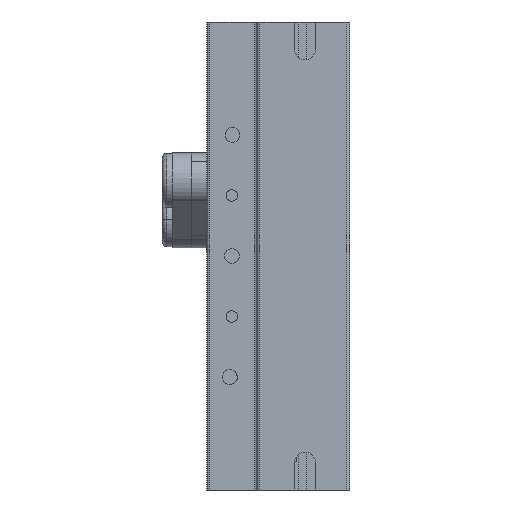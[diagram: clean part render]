
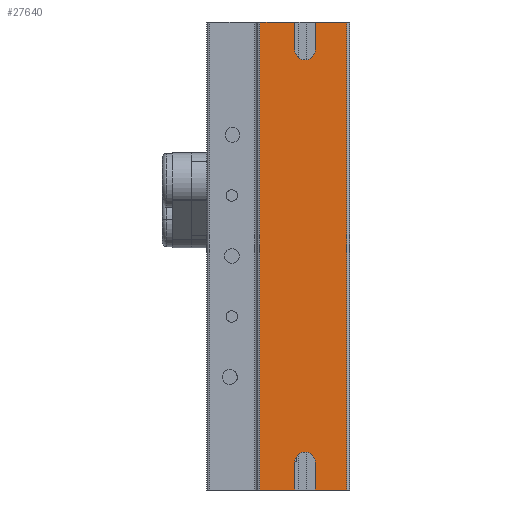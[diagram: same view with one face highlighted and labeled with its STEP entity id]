
A CAD part, left-side view. The second image highlights one B-rep face of the part: STEP entity #27640.
In plain terms, the highlighted planar face has unit normal (-1, 0, 0).
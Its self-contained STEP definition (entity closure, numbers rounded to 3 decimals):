
#218 = VECTOR ( 'NONE', #34521, 1000. ) ;
#862 = ORIENTED_EDGE ( 'NONE', *, *, #19984, .T. ) ;
#2964 = LINE ( 'NONE', #64653, #55688 ) ;
#3894 = DIRECTION ( 'NONE',  ( 0., 0., 1. ) ) ;
#3904 = CARTESIAN_POINT ( 'NONE',  ( 0., 7.899, -107.95 ) ) ;
#4257 = LINE ( 'NONE', #26152, #25953 ) ;
#4398 = DIRECTION ( 'NONE',  ( 0., 0., 1. ) ) ;
#4407 = VECTOR ( 'NONE', #16640, 1000. ) ;
#4470 = VERTEX_POINT ( 'NONE', #45395 ) ;
#5013 = VERTEX_POINT ( 'NONE', #62453 ) ;
#5173 = CARTESIAN_POINT ( 'NONE',  ( 0., 32.893, 0. ) ) ;
#5965 = DIRECTION ( 'NONE',  ( 0., -1., 0. ) ) ;
#7080 = CIRCLE ( 'NONE', #32150, 2.388 ) ;
#7894 = CARTESIAN_POINT ( 'NONE',  ( 0., 7.899, 0. ) ) ;
#7911 = ORIENTED_EDGE ( 'NONE', *, *, #10444, .T. ) ;
#8244 = CARTESIAN_POINT ( 'NONE',  ( 0., 20.701, -107.95 ) ) ;
#8414 = CARTESIAN_POINT ( 'NONE',  ( 0., 7.899, -101.6 ) ) ;
#8631 = ORIENTED_EDGE ( 'NONE', *, *, #55918, .T. ) ;
#9400 = PLANE ( 'NONE',  #14979 ) ;
#10444 = EDGE_CURVE ( 'NONE', #10623, #42388, #4257, .T. ) ;
#10623 = VERTEX_POINT ( 'NONE', #16370 ) ;
#10722 = VECTOR ( 'NONE', #5965, 1000. ) ;
#10845 = ORIENTED_EDGE ( 'NONE', *, *, #28717, .T. ) ;
#11598 = ORIENTED_EDGE ( 'NONE', *, *, #56511, .T. ) ;
#11855 = ORIENTED_EDGE ( 'NONE', *, *, #15645, .T. ) ;
#13184 = ORIENTED_EDGE ( 'NONE', *, *, #20872, .T. ) ;
#14033 = DIRECTION ( 'NONE',  ( 0., 0., 1. ) ) ;
#14074 = LINE ( 'NONE', #14140, #218 ) ;
#14104 = CARTESIAN_POINT ( 'NONE',  ( 0., 0.635, 0. ) ) ;
#14140 = CARTESIAN_POINT ( 'NONE',  ( 0., 7.899, 0. ) ) ;
#14237 = ORIENTED_EDGE ( 'NONE', *, *, #31603, .T. ) ;
#14979 = AXIS2_PLACEMENT_3D ( 'NONE', #65348, #35130, #4398 ) ;
#15592 = ORIENTED_EDGE ( 'NONE', *, *, #52285, .T. ) ;
#15645 = EDGE_CURVE ( 'NONE', #42388, #5013, #30030, .T. ) ;
#15817 = VERTEX_POINT ( 'NONE', #17114 ) ;
#16370 = CARTESIAN_POINT ( 'NONE',  ( 0., 20.701, 0. ) ) ;
#16640 = DIRECTION ( 'NONE',  ( 0., -1., 0. ) ) ;
#17114 = CARTESIAN_POINT ( 'NONE',  ( 0., 0.635, -107.95 ) ) ;
#17459 = VERTEX_POINT ( 'NONE', #36785 ) ;
#17615 = CARTESIAN_POINT ( 'NONE',  ( 0., 32.893, -107.95 ) ) ;
#18181 = EDGE_CURVE ( 'NONE', #28666, #43976, #24428, .T. ) ;
#18188 = LINE ( 'NONE', #17615, #4407 ) ;
#18373 = ORIENTED_EDGE ( 'NONE', *, *, #18783, .F. ) ;
#18783 = EDGE_CURVE ( 'NONE', #10623, #63131, #61427, .T. ) ;
#19984 = EDGE_CURVE ( 'NONE', #15817, #43976, #36748, .T. ) ;
#20872 = EDGE_CURVE ( 'NONE', #55042, #15817, #18188, .T. ) ;
#21873 = CARTESIAN_POINT ( 'NONE',  ( 0., 32.893, -107.95 ) ) ;
#22401 = DIRECTION ( 'NONE',  ( 0., -1., 0. ) ) ;
#22446 = LINE ( 'NONE', #35988, #47799 ) ;
#22500 = AXIS2_PLACEMENT_3D ( 'NONE', #26112, #61478, #31249 ) ;
#23252 = VECTOR ( 'NONE', #14033, 1000. ) ;
#24428 = LINE ( 'NONE', #5173, #10722 ) ;
#24694 = VERTEX_POINT ( 'NONE', #53847 ) ;
#25757 = DIRECTION ( 'NONE',  ( 0., 0., -1. ) ) ;
#25953 = VECTOR ( 'NONE', #25757, 1000. ) ;
#26112 = CARTESIAN_POINT ( 'NONE',  ( 0., 10.287, -6.35 ) ) ;
#26152 = CARTESIAN_POINT ( 'NONE',  ( 0., 20.701, -107.95 ) ) ;
#26277 = CARTESIAN_POINT ( 'NONE',  ( 0., 0.635, 0. ) ) ;
#27640 = ADVANCED_FACE ( 'NONE', ( #44288 ), #9400, .T. ) ;
#28666 = VERTEX_POINT ( 'NONE', #7894 ) ;
#28717 = EDGE_CURVE ( 'NONE', #5013, #24694, #37758, .T. ) ;
#29904 = VECTOR ( 'NONE', #22401, 1000. ) ;
#30030 = LINE ( 'NONE', #21873, #29904 ) ;
#30159 = CARTESIAN_POINT ( 'NONE',  ( 0., 10.287, -101.6 ) ) ;
#30509 = CIRCLE ( 'NONE', #22500, 2.388 ) ;
#31022 = VERTEX_POINT ( 'NONE', #8414 ) ;
#31249 = DIRECTION ( 'NONE',  ( 0., 1., 0. ) ) ;
#31603 = EDGE_CURVE ( 'NONE', #24694, #31022, #7080, .T. ) ;
#32150 = AXIS2_PLACEMENT_3D ( 'NONE', #30159, #65439, #35205 ) ;
#34521 = DIRECTION ( 'NONE',  ( 0., 0., -1. ) ) ;
#35130 = DIRECTION ( 'NONE',  ( -1., 0., 0. ) ) ;
#35205 = DIRECTION ( 'NONE',  ( 0., 1., 0. ) ) ;
#35988 = CARTESIAN_POINT ( 'NONE',  ( 0., 7.899, -101.6 ) ) ;
#36748 = LINE ( 'NONE', #14104, #23252 ) ;
#36785 = CARTESIAN_POINT ( 'NONE',  ( 0., 7.899, -6.35 ) ) ;
#37758 = LINE ( 'NONE', #53765, #49667 ) ;
#40715 = ORIENTED_EDGE ( 'NONE', *, *, #18181, .F. ) ;
#40775 = ORIENTED_EDGE ( 'NONE', *, *, #57777, .T. ) ;
#40962 = DIRECTION ( 'NONE',  ( 0., 0., -1. ) ) ;
#42388 = VERTEX_POINT ( 'NONE', #8244 ) ;
#43976 = VERTEX_POINT ( 'NONE', #26277 ) ;
#44288 = FACE_OUTER_BOUND ( 'NONE', #47134, .T. ) ;
#45395 = CARTESIAN_POINT ( 'NONE',  ( 0., 12.675, -6.35 ) ) ;
#47134 = EDGE_LOOP ( 'NONE', ( #13184, #862, #40715, #15592, #8631, #40775, #18373, #7911, #11855, #10845, #14237, #11598 ) ) ;
#47799 = VECTOR ( 'NONE', #40962, 1000. ) ;
#49667 = VECTOR ( 'NONE', #64131, 1000. ) ;
#52285 = EDGE_CURVE ( 'NONE', #28666, #17459, #14074, .T. ) ;
#53765 = CARTESIAN_POINT ( 'NONE',  ( 0., 12.675, -107.95 ) ) ;
#53847 = CARTESIAN_POINT ( 'NONE',  ( 0., 12.675, -101.6 ) ) ;
#55042 = VERTEX_POINT ( 'NONE', #3904 ) ;
#55688 = VECTOR ( 'NONE', #3894, 1000. ) ;
#55918 = EDGE_CURVE ( 'NONE', #17459, #4470, #30509, .T. ) ;
#56511 = EDGE_CURVE ( 'NONE', #31022, #55042, #22446, .T. ) ;
#57777 = EDGE_CURVE ( 'NONE', #4470, #63131, #2964, .T. ) ;
#58970 = CARTESIAN_POINT ( 'NONE',  ( 0., 32.893, 0. ) ) ;
#59224 = CARTESIAN_POINT ( 'NONE',  ( 0., 12.675, 0. ) ) ;
#59850 = VECTOR ( 'NONE', #61995, 1000. ) ;
#61427 = LINE ( 'NONE', #58970, #59850 ) ;
#61478 = DIRECTION ( 'NONE',  ( 1., 0., 0. ) ) ;
#61995 = DIRECTION ( 'NONE',  ( 0., -1., 0. ) ) ;
#62453 = CARTESIAN_POINT ( 'NONE',  ( 0., 12.675, -107.95 ) ) ;
#63131 = VERTEX_POINT ( 'NONE', #59224 ) ;
#64131 = DIRECTION ( 'NONE',  ( 0., 0., 1. ) ) ;
#64653 = CARTESIAN_POINT ( 'NONE',  ( 0., 12.675, -6.35 ) ) ;
#65348 = CARTESIAN_POINT ( 'NONE',  ( 0., 32.893, 0. ) ) ;
#65439 = DIRECTION ( 'NONE',  ( 1., 0., 0. ) ) ;
